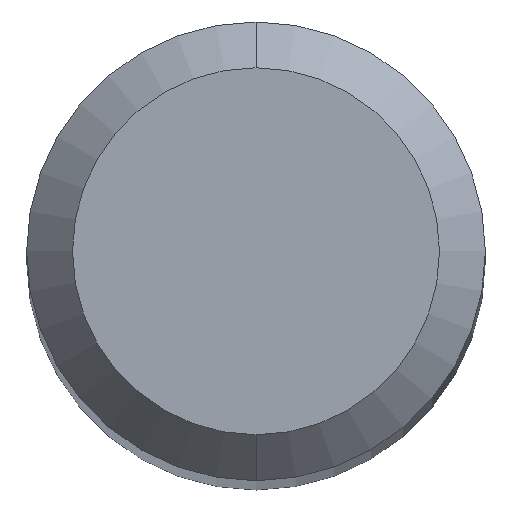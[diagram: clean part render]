
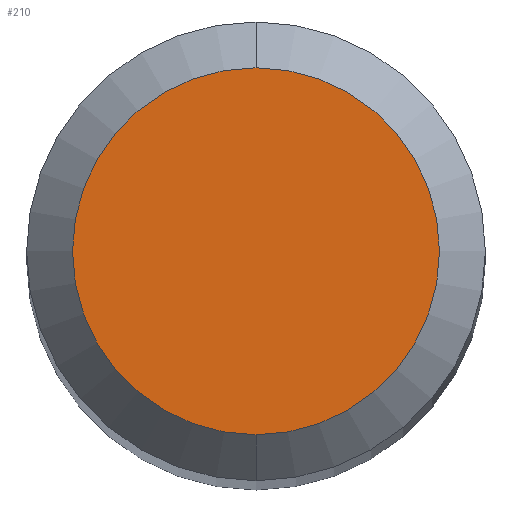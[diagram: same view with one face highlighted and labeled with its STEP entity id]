
A CAD part, top view. The second image highlights one B-rep face of the part: STEP entity #210.
In plain terms, the highlighted planar face has unit normal (0, 0, 1).
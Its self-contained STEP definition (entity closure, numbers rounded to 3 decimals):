
#210=ADVANCED_FACE('',(#514),#515,.T.);
#224=EDGE_CURVE('',#446,#278,#531,.T.);
#278=VERTEX_POINT('',#592);
#338=EDGE_CURVE('',#278,#446,#659,.T.);
#446=VERTEX_POINT('',#777);
#514=FACE_OUTER_BOUND('',#871,.T.);
#515=PLANE('',#872);
#531=CIRCLE('',#892,1.2);
#592=CARTESIAN_POINT('',(0.,-1.2,0.0));
#659=CIRCLE('',#1139,1.2);
#777=CARTESIAN_POINT('',(0.0,1.2,0.0));
#871=EDGE_LOOP('',(#1459,#1460));
#872=AXIS2_PLACEMENT_3D('',#1461,#1462,#1463);
#892=AXIS2_PLACEMENT_3D('',#1489,#1490,#1491);
#1139=AXIS2_PLACEMENT_3D('',#1642,#1643,#1644);
#1459=ORIENTED_EDGE('',*,*,#224,.F.);
#1460=ORIENTED_EDGE('',*,*,#338,.F.);
#1461=CARTESIAN_POINT('',(0.0,0.6,0.0));
#1462=DIRECTION('',(-0.0,0.0,1.0));
#1463=DIRECTION('',(0.0,-1.0,0.0));
#1489=CARTESIAN_POINT('',(0.0,0.0,0.0));
#1490=DIRECTION('',(0.0,0.0,-1.0));
#1491=DIRECTION('',(0.0,1.0,0.0));
#1642=CARTESIAN_POINT('',(0.0,0.0,0.0));
#1643=DIRECTION('',(0.0,0.0,-1.0));
#1644=DIRECTION('',(0.0,1.0,0.0));
